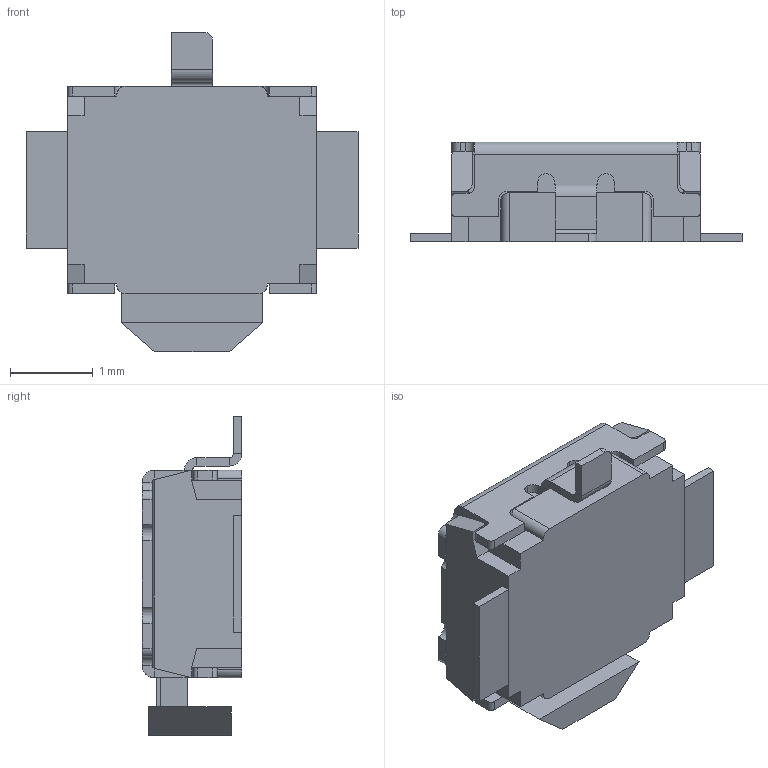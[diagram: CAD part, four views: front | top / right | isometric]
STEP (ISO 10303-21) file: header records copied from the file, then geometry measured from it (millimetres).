
FILE_DESCRIPTION (( 'STEP AP214' ), '1' );
FILE_NAME ('B3U-3100PM.STEP', '2019-04-29T21:15:35', ( '' ), ( '' ), 'SwSTEP 2.0', 'SolidWorks 2017', '' );
FILE_SCHEMA (( 'AUTOMOTIVE_DESIGN' ));
Length unit declared in the file: millimetre
Products named in the file (1): B3U-3100PM
Bounding box: 4 x 1.2 x 3.85 mm (x, y, z)
Volume: 8.6 mm3; surface area: 59.3 mm2
Topology: 6 solids, 6 shells, 230 faces, 593 edges, 376 vertices
Faces by surface type: plane 167, cylinder 63
Entity records: 6972 total; most frequent: CARTESIAN_POINT 1224, ORIENTED_EDGE 1186, DIRECTION 1163, EDGE_CURVE 593, VECTOR 469, LINE 469, VERTEX_POINT 376, AXIS2_PLACEMENT_3D 347
